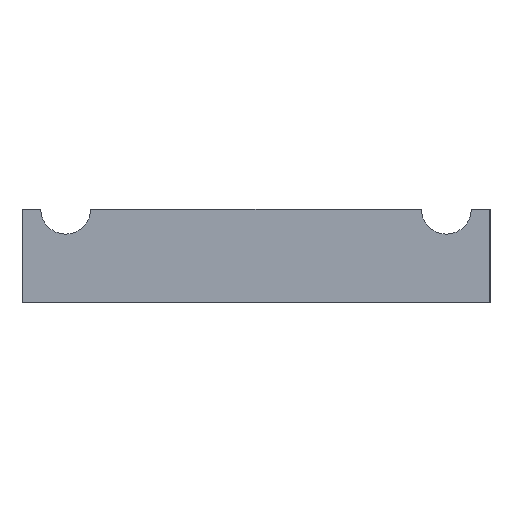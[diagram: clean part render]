
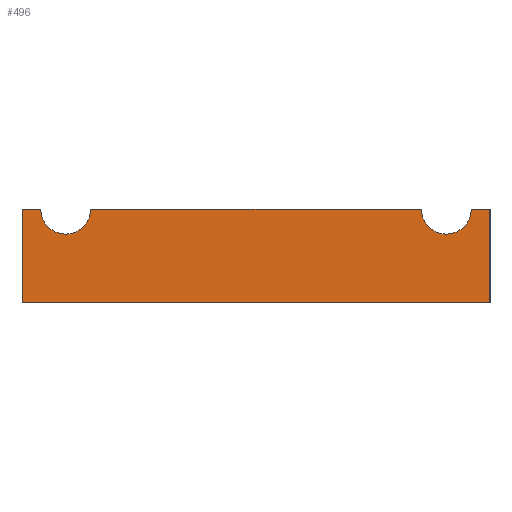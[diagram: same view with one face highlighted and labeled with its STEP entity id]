
A CAD part, left-side view. The second image highlights one B-rep face of the part: STEP entity #496.
In plain terms, the highlighted planar face has unit normal (-1, 0, 0).
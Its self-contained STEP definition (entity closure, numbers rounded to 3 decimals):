
#4 = VERTEX_POINT ( 'NONE', #427 ) ;
#7 = VERTEX_POINT ( 'NONE', #134 ) ;
#9 = VECTOR ( 'NONE', #178, 1000. ) ;
#18 = CARTESIAN_POINT ( 'NONE',  ( 0., 0., 0. ) ) ;
#20 = ORIENTED_EDGE ( 'NONE', *, *, #204, .F. ) ;
#52 = EDGE_CURVE ( 'NONE', #456, #75, #595, .T. ) ;
#59 = AXIS2_PLACEMENT_3D ( 'NONE', #182, #639, #346 ) ;
#75 = VERTEX_POINT ( 'NONE', #422 ) ;
#86 = VECTOR ( 'NONE', #560, 1000. ) ;
#94 = LINE ( 'NONE', #320, #682 ) ;
#115 = CARTESIAN_POINT ( 'NONE',  ( 0., 7., 0. ) ) ;
#119 = DIRECTION ( 'NONE',  ( 0., -1., 0. ) ) ;
#121 = CIRCLE ( 'NONE', #732, 4. ) ;
#122 = EDGE_CURVE ( 'NONE', #565, #343, #568, .T. ) ;
#127 = EDGE_CURVE ( 'NONE', #458, #316, #513, .T. ) ;
#134 = CARTESIAN_POINT ( 'NONE',  ( 0., 7., -4. ) ) ;
#135 = AXIS2_PLACEMENT_3D ( 'NONE', #207, #211, #600 ) ;
#137 = CARTESIAN_POINT ( 'NONE',  ( 0., 0., 0. ) ) ;
#153 = CARTESIAN_POINT ( 'NONE',  ( 0., 75., -15. ) ) ;
#160 = ORIENTED_EDGE ( 'NONE', *, *, #361, .F. ) ;
#164 = CARTESIAN_POINT ( 'NONE',  ( 0., 0., -15. ) ) ;
#178 = DIRECTION ( 'NONE',  ( 0., -1., 0. ) ) ;
#182 = CARTESIAN_POINT ( 'NONE',  ( 0., 7., 0. ) ) ;
#188 = ORIENTED_EDGE ( 'NONE', *, *, #52, .F. ) ;
#194 = CARTESIAN_POINT ( 'NONE',  ( 0., 68., 0. ) ) ;
#203 = ORIENTED_EDGE ( 'NONE', *, *, #685, .T. ) ;
#204 = EDGE_CURVE ( 'NONE', #511, #7, #121, .T. ) ;
#207 = CARTESIAN_POINT ( 'NONE',  ( 0., 0., -15. ) ) ;
#211 = DIRECTION ( 'NONE',  ( -1., 0., 0. ) ) ;
#225 = ORIENTED_EDGE ( 'NONE', *, *, #122, .F. ) ;
#229 = DIRECTION ( 'NONE',  ( 0., 0., 1. ) ) ;
#230 = ORIENTED_EDGE ( 'NONE', *, *, #397, .F. ) ;
#233 = LINE ( 'NONE', #414, #9 ) ;
#241 = EDGE_CURVE ( 'NONE', #75, #4, #416, .T. ) ;
#243 = CARTESIAN_POINT ( 'NONE',  ( 0., 72., 0. ) ) ;
#247 = CARTESIAN_POINT ( 'NONE',  ( 0., 0., -15. ) ) ;
#284 = DIRECTION ( 'NONE',  ( 0., 0., 1. ) ) ;
#288 = AXIS2_PLACEMENT_3D ( 'NONE', #194, #650, #424 ) ;
#298 = VECTOR ( 'NONE', #284, 1000. ) ;
#316 = VERTEX_POINT ( 'NONE', #18 ) ;
#320 = CARTESIAN_POINT ( 'NONE',  ( 0., 0., 0. ) ) ;
#325 = CARTESIAN_POINT ( 'NONE',  ( 0., 0., -15. ) ) ;
#331 = EDGE_LOOP ( 'NONE', ( #160, #225, #203, #484, #433, #522, #20, #230, #680, #188 ) ) ;
#334 = VERTEX_POINT ( 'NONE', #399 ) ;
#335 = DIRECTION ( 'NONE',  ( -1., 0., 0. ) ) ;
#343 = VERTEX_POINT ( 'NONE', #430 ) ;
#346 = DIRECTION ( 'NONE',  ( 0., 0., 1. ) ) ;
#361 = EDGE_CURVE ( 'NONE', #343, #456, #94, .T. ) ;
#362 = PLANE ( 'NONE',  #135 ) ;
#365 = AXIS2_PLACEMENT_3D ( 'NONE', #690, #572, #467 ) ;
#372 = CARTESIAN_POINT ( 'NONE',  ( 0., 11., 0. ) ) ;
#392 = LINE ( 'NONE', #325, #86 ) ;
#397 = EDGE_CURVE ( 'NONE', #4, #511, #233, .T. ) ;
#399 = CARTESIAN_POINT ( 'NONE',  ( 0., 3., 0. ) ) ;
#406 = EDGE_CURVE ( 'NONE', #7, #334, #491, .T. ) ;
#414 = CARTESIAN_POINT ( 'NONE',  ( 0., 0., 0. ) ) ;
#415 = EDGE_CURVE ( 'NONE', #334, #316, #646, .T. ) ;
#416 = CIRCLE ( 'NONE', #365, 4. ) ;
#422 = CARTESIAN_POINT ( 'NONE',  ( 0., 68., -4. ) ) ;
#424 = DIRECTION ( 'NONE',  ( 0., 0., 1. ) ) ;
#427 = CARTESIAN_POINT ( 'NONE',  ( 0., 64., 0. ) ) ;
#430 = CARTESIAN_POINT ( 'NONE',  ( 0., 75., 0. ) ) ;
#433 = ORIENTED_EDGE ( 'NONE', *, *, #415, .F. ) ;
#456 = VERTEX_POINT ( 'NONE', #243 ) ;
#458 = VERTEX_POINT ( 'NONE', #247 ) ;
#467 = DIRECTION ( 'NONE',  ( 0., 0., 1. ) ) ;
#484 = ORIENTED_EDGE ( 'NONE', *, *, #127, .T. ) ;
#491 = CIRCLE ( 'NONE', #59, 4. ) ;
#496 = ADVANCED_FACE ( 'NONE', ( #710 ), #362, .T. ) ;
#511 = VERTEX_POINT ( 'NONE', #372 ) ;
#513 = LINE ( 'NONE', #164, #298 ) ;
#522 = ORIENTED_EDGE ( 'NONE', *, *, #406, .F. ) ;
#542 = DIRECTION ( 'NONE',  ( 0., -1., 0. ) ) ;
#552 = VECTOR ( 'NONE', #119, 1000. ) ;
#560 = DIRECTION ( 'NONE',  ( 0., -1., 0. ) ) ;
#565 = VERTEX_POINT ( 'NONE', #603 ) ;
#568 = LINE ( 'NONE', #153, #571 ) ;
#571 = VECTOR ( 'NONE', #229, 1000. ) ;
#572 = DIRECTION ( 'NONE',  ( -1., 0., 0. ) ) ;
#595 = CIRCLE ( 'NONE', #288, 4. ) ;
#600 = DIRECTION ( 'NONE',  ( 0., 0., 1. ) ) ;
#603 = CARTESIAN_POINT ( 'NONE',  ( 0., 75., -15. ) ) ;
#639 = DIRECTION ( 'NONE',  ( -1., 0., 0. ) ) ;
#646 = LINE ( 'NONE', #137, #552 ) ;
#650 = DIRECTION ( 'NONE',  ( -1., 0., 0. ) ) ;
#660 = DIRECTION ( 'NONE',  ( 0., 0., 1. ) ) ;
#680 = ORIENTED_EDGE ( 'NONE', *, *, #241, .F. ) ;
#682 = VECTOR ( 'NONE', #542, 1000. ) ;
#685 = EDGE_CURVE ( 'NONE', #565, #458, #392, .T. ) ;
#690 = CARTESIAN_POINT ( 'NONE',  ( 0., 68., 0. ) ) ;
#710 = FACE_OUTER_BOUND ( 'NONE', #331, .T. ) ;
#732 = AXIS2_PLACEMENT_3D ( 'NONE', #115, #335, #660 ) ;
